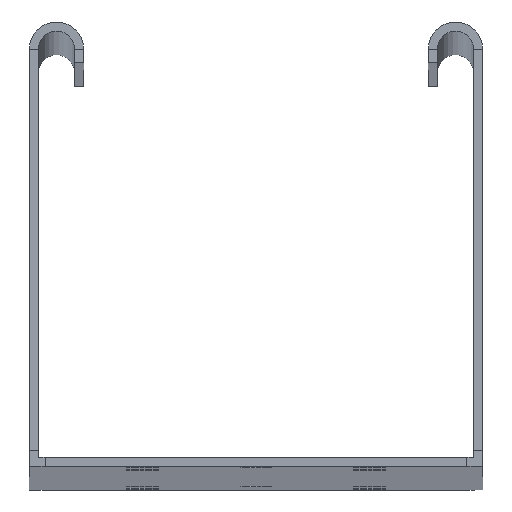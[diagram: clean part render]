
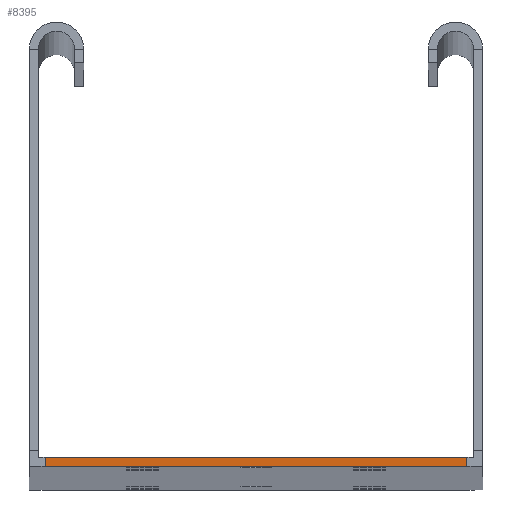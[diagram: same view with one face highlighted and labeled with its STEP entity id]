
A CAD part, top view. The second image highlights one B-rep face of the part: STEP entity #8395.
In plain terms, the highlighted planar face has unit normal (0, 0, 1).
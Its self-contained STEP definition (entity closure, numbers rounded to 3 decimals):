
#109 = VERTEX_POINT ( 'NONE', #5112 ) ;
#178 = VECTOR ( 'NONE', #1531, 1000. ) ;
#586 = EDGE_CURVE ( 'NONE', #3845, #6449, #7401, .T. ) ;
#898 = DIRECTION ( 'NONE',  ( 0., 0., 1. ) ) ;
#1250 = ORIENTED_EDGE ( 'NONE', *, *, #586, .T. ) ;
#1531 = DIRECTION ( 'NONE',  ( 1., 0., 0. ) ) ;
#1617 = EDGE_CURVE ( 'NONE', #3919, #109, #4671, .T. ) ;
#1652 = DIRECTION ( 'NONE',  ( 0., -1., 0. ) ) ;
#1676 = CARTESIAN_POINT ( 'NONE',  ( -46.5, 2., 1500. ) ) ;
#2215 = CARTESIAN_POINT ( 'NONE',  ( -46.5, 2., 1500. ) ) ;
#2225 = ORIENTED_EDGE ( 'NONE', *, *, #1617, .T. ) ;
#2235 = PLANE ( 'NONE',  #7386 ) ;
#2639 = EDGE_CURVE ( 'NONE', #3919, #6449, #3937, .T. ) ;
#2692 = CARTESIAN_POINT ( 'NONE',  ( 50., 2., 1500. ) ) ;
#3845 = VERTEX_POINT ( 'NONE', #4839 ) ;
#3919 = VERTEX_POINT ( 'NONE', #1676 ) ;
#3937 = LINE ( 'NONE', #2692, #5169 ) ;
#3954 = FACE_OUTER_BOUND ( 'NONE', #6348, .T. ) ;
#3960 = VECTOR ( 'NONE', #1652, 1000. ) ;
#4671 = LINE ( 'NONE', #2215, #3960 ) ;
#4769 = DIRECTION ( 'NONE',  ( 1., 0., 0. ) ) ;
#4839 = CARTESIAN_POINT ( 'NONE',  ( 46.5, 0., 1500. ) ) ;
#4921 = CARTESIAN_POINT ( 'NONE',  ( 48., 3.5, 1500. ) ) ;
#5112 = CARTESIAN_POINT ( 'NONE',  ( -46.5, 0., 1500. ) ) ;
#5169 = VECTOR ( 'NONE', #4769, 1000. ) ;
#5596 = DIRECTION ( 'NONE',  ( 1., 0., 0. ) ) ;
#5822 = CARTESIAN_POINT ( 'NONE',  ( 46.5, 0., 1500. ) ) ;
#6348 = EDGE_LOOP ( 'NONE', ( #7409, #1250, #7479, #2225 ) ) ;
#6449 = VERTEX_POINT ( 'NONE', #8481 ) ;
#6923 = EDGE_CURVE ( 'NONE', #109, #3845, #7302, .T. ) ;
#6978 = VECTOR ( 'NONE', #7182, 1000. ) ;
#7182 = DIRECTION ( 'NONE',  ( 0., 1., 0. ) ) ;
#7302 = LINE ( 'NONE', #7576, #178 ) ;
#7386 = AXIS2_PLACEMENT_3D ( 'NONE', #4921, #898, #5596 ) ;
#7401 = LINE ( 'NONE', #5822, #6978 ) ;
#7409 = ORIENTED_EDGE ( 'NONE', *, *, #6923, .T. ) ;
#7479 = ORIENTED_EDGE ( 'NONE', *, *, #2639, .F. ) ;
#7576 = CARTESIAN_POINT ( 'NONE',  ( 50., 0., 1500. ) ) ;
#8395 = ADVANCED_FACE ( 'NONE', ( #3954 ), #2235, .T. ) ;
#8481 = CARTESIAN_POINT ( 'NONE',  ( 46.5, 2., 1500. ) ) ;
